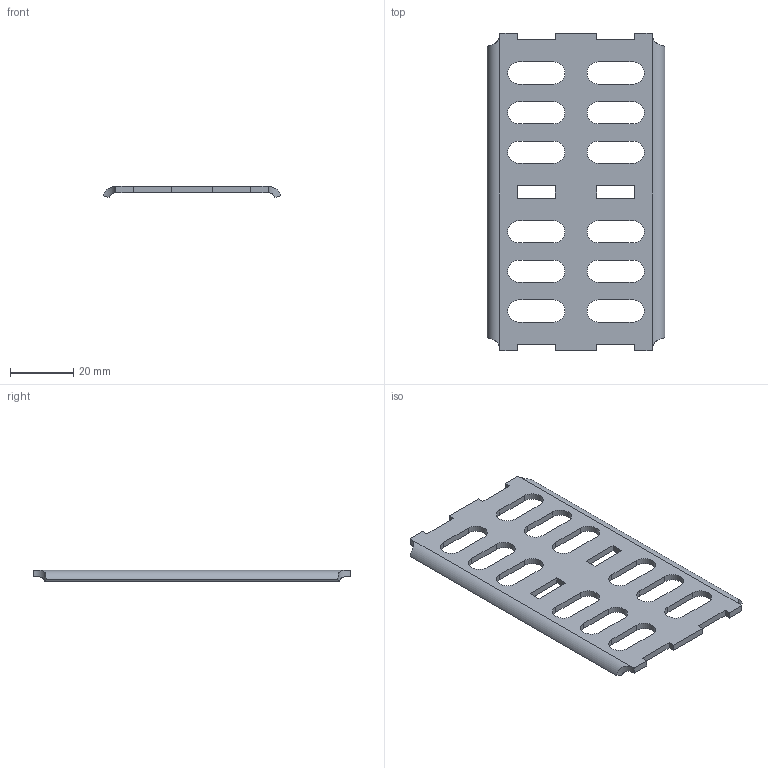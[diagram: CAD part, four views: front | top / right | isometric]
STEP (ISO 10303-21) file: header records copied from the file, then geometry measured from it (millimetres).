
FILE_DESCRIPTION((''),'2;1');
FILE_NAME('6067093','2012-09-11T',('AndreasKeweloh'),(''),'PRO/ENGINEER BY PARAMETRIC TECHNOLOGY CORPORATION, 2012230','PRO/ENGINEER BY PARAMETRIC TECHNOLOGY CORPORATION, 2012230','');
FILE_SCHEMA(('CONFIG_CONTROL_DESIGN'));
Length unit declared in the file: millimetre
Products named in the file (1): 6067093
Bounding box: 56 x 100 x 3.5 mm (x, y, z)
Volume: 7975.1 mm3; surface area: 9803.8 mm2
Topology: 1 solids, 1 shells, 86 faces, 252 edges, 168 vertices
Faces by surface type: plane 54, cylinder 32
Entity records: 3018 total; most frequent: CARTESIAN_POINT 602, ORIENTED_EDGE 504, DIRECTION 468, EDGE_CURVE 252, VECTOR 184, LINE 184, VERTEX_POINT 168, AXIS2_PLACEMENT_3D 142
